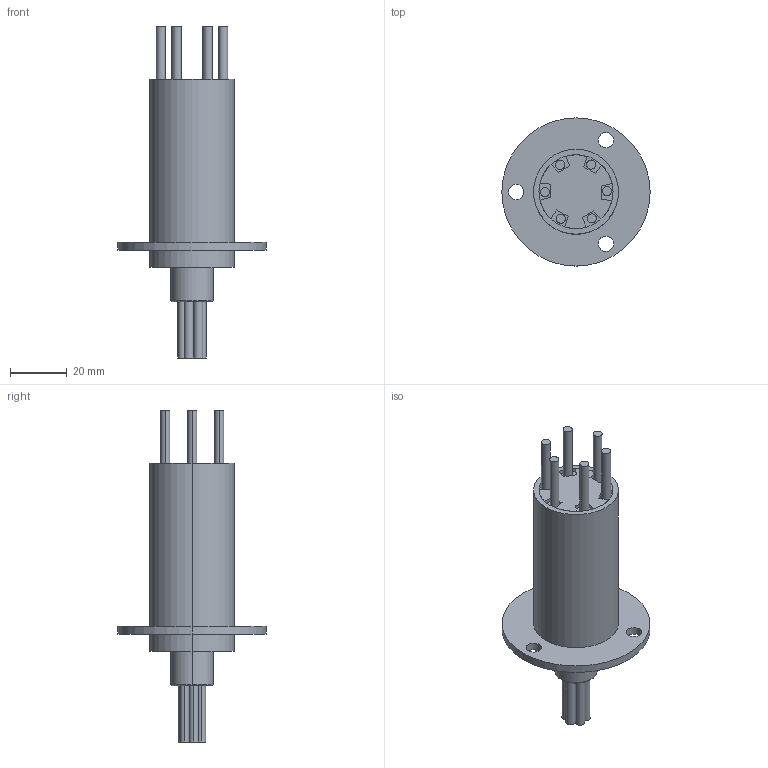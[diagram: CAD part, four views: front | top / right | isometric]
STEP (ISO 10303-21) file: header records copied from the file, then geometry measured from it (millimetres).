
FILE_DESCRIPTION(/* description */ (''),/* implementation_level */ '2;1');
FILE_NAME(/* name */ '',/* time_stamp */ '2020-07-20T15:12:18+08:00',/* author */ (''),/* organization */ (''),/* preprocessor_version */ 'ST-DEVELOPER v15',/* originating_system */ 'SIEMENS PLM Software NX 8.5',/* authorisation */ '');
FILE_SCHEMA (('AUTOMOTIVE_DESIGN { 1 0 10303 214 3 1 1 1 }'));
Length unit declared in the file: millimetre
Products named in the file (1): Admi41D825DBra6f
Bounding box: 52 x 52 x 116.5 mm (x, y, z)
Volume: 53628.4 mm3; surface area: 14046.4 mm2
Topology: 1 solids, 1 shells, 94 faces, 214 edges, 142 vertices
Faces by surface type: cylinder 52, plane 40, torus 2
Entity records: 2734 total; most frequent: DIRECTION 512, CARTESIAN_POINT 451, ORIENTED_EDGE 428, EDGE_CURVE 214, AXIS2_PLACEMENT_3D 203, VERTEX_POINT 142, EDGE_LOOP 120, CIRCLE 108
